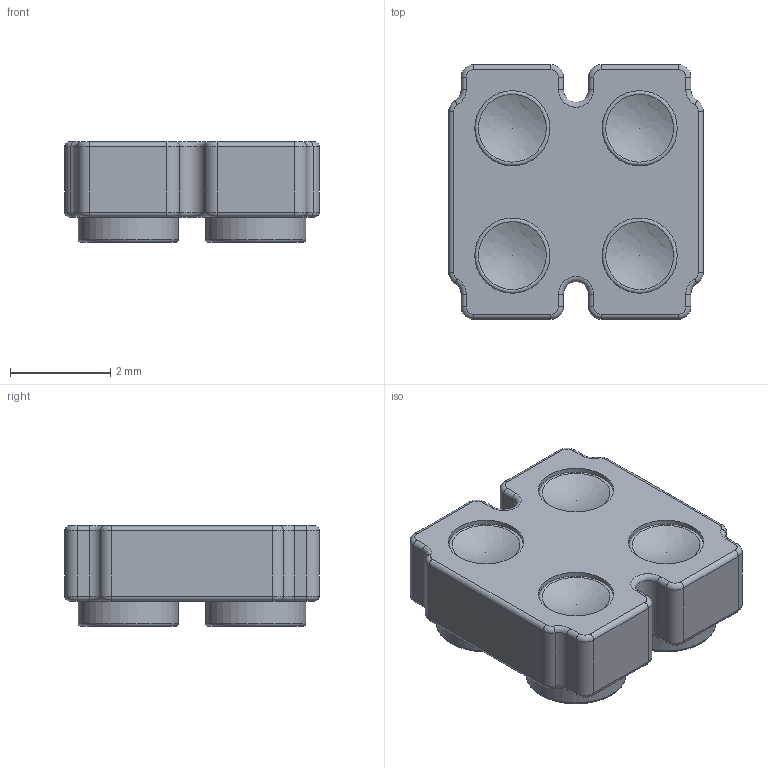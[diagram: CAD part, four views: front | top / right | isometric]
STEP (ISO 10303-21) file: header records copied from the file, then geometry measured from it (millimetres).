
FILE_DESCRIPTION(/* description */ (''),/* implementation_level */ '2;1');
FILE_NAME(/* name */ 'Pogo pin 2x2 Female v1.step',/* time_stamp */ '2022-03-23T17:51:24+01:00',/* author */ (''),/* organization */ (''),/* preprocessor_version */ 'ST-DEVELOPER v18.1',/* originating_system */ 'Autodesk Translation Framework v10.13.0.1454',/* authorisation */ '');
FILE_SCHEMA (('AUTOMOTIVE_DESIGN { 1 0 10303 214 3 1 1 }'));
Length unit declared in the file: millimetre
Products named in the file (1): Pogo pin 2x2 Female
Bounding box: 5.08 x 5.08 x 2 mm (x, y, z)
Volume: 45.2 mm3; surface area: 180.7 mm2
Topology: 9 solids, 9 shells, 134 faces, 284 edges, 164 vertices
Faces by surface type: cylinder 58, torus 40, plane 28, bspline 8
Full cylindrical faces by diameter (mm): 1.5 x8, 2 x4
Entity records: 4251 total; most frequent: CARTESIAN_POINT 1255, DIRECTION 690, ORIENTED_EDGE 560, AXIS2_PLACEMENT_3D 295, EDGE_CURVE 280, CIRCLE 168, VERTEX_POINT 164, EDGE_LOOP 142
